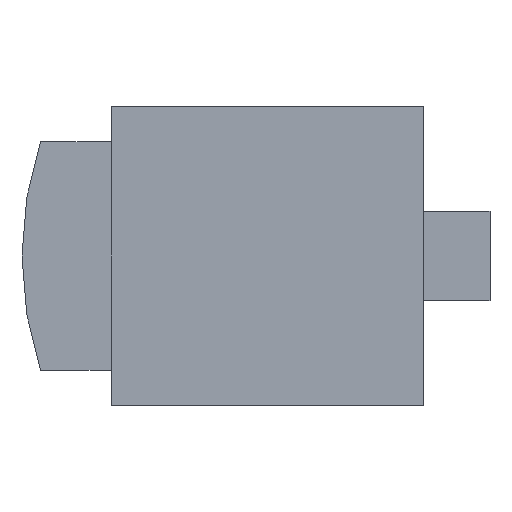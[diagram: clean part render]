
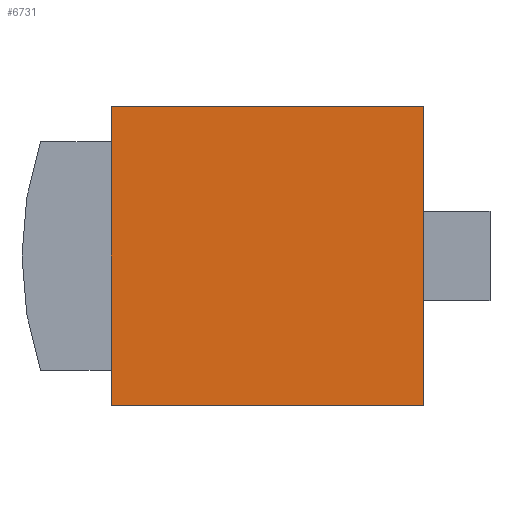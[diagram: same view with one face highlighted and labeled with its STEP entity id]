
A CAD part, front view. The second image highlights one B-rep face of the part: STEP entity #6731.
In plain terms, the highlighted planar face has unit normal (0, -1, 0).
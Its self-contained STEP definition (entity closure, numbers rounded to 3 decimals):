
#123=PLANE('',#7085);
#401=LINE('',#9054,#974);
#418=LINE('',#9098,#991);
#470=LINE('',#9268,#1043);
#482=LINE('',#9292,#1055);
#974=VECTOR('',#7567,1000.);
#991=VECTOR('',#7598,1000.);
#1043=VECTOR('',#7714,1000.);
#1055=VECTOR('',#7730,1000.);
#1985=ORIENTED_EDGE('',*,*,#3105,.F.);
#1986=ORIENTED_EDGE('',*,*,#3007,.F.);
#1987=ORIENTED_EDGE('',*,*,#3118,.F.);
#1988=ORIENTED_EDGE('',*,*,#3029,.F.);
#3007=EDGE_CURVE('',#3688,#3689,#401,.T.);
#3029=EDGE_CURVE('',#3708,#3709,#418,.T.);
#3105=EDGE_CURVE('',#3689,#3708,#470,.T.);
#3118=EDGE_CURVE('',#3709,#3688,#482,.T.);
#3688=VERTEX_POINT('',#9053);
#3689=VERTEX_POINT('',#9055);
#3708=VERTEX_POINT('',#9097);
#3709=VERTEX_POINT('',#9099);
#4246=EDGE_LOOP('',(#1985,#1986,#1987,#1988));
#4555=FACE_BOUND('',#4246,.T.);
#6731=ADVANCED_FACE('',(#4555),#123,.F.);
#7085=AXIS2_PLACEMENT_3D('',#9573,#7961,#7962);
#7567=DIRECTION('',(-1.,0.,0.));
#7598=DIRECTION('',(1.,0.,0.));
#7714=DIRECTION('',(0.,0.,1.));
#7730=DIRECTION('',(0.,0.,-1.));
#7961=DIRECTION('',(0.,1.,0.));
#7962=DIRECTION('',(0.,0.,1.));
#9053=CARTESIAN_POINT('',(21.,-31.5,-20.1));
#9054=CARTESIAN_POINT('',(21.,-31.5,-20.1));
#9055=CARTESIAN_POINT('',(-21.,-31.5,-20.1));
#9097=CARTESIAN_POINT('',(-21.,-31.5,20.1));
#9098=CARTESIAN_POINT('',(-21.,-31.5,20.1));
#9099=CARTESIAN_POINT('',(21.,-31.5,20.1));
#9268=CARTESIAN_POINT('',(-21.,-31.5,-20.1));
#9292=CARTESIAN_POINT('',(21.,-31.5,20.1));
#9573=CARTESIAN_POINT('',(0.,-31.5,0.));
